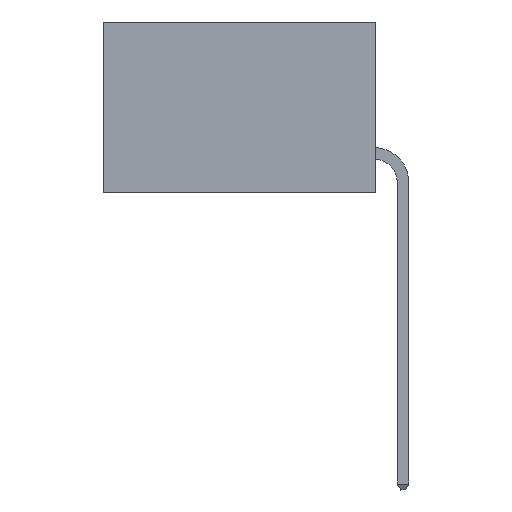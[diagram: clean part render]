
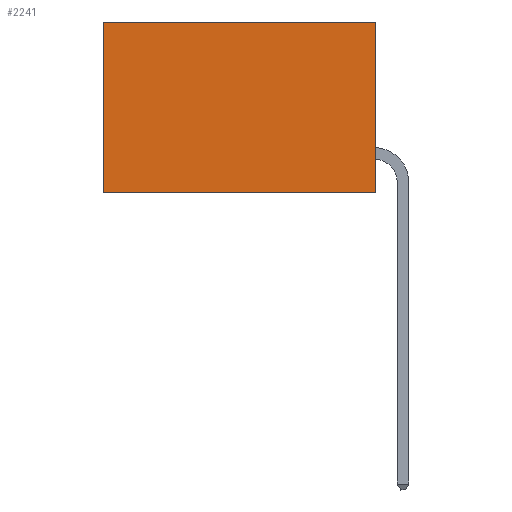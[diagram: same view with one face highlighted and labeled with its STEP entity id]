
A CAD part, left-side view. The second image highlights one B-rep face of the part: STEP entity #2241.
In plain terms, the highlighted planar face has unit normal (-1, 0, 0).
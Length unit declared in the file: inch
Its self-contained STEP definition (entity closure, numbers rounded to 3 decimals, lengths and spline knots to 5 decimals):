
#2241 = ADVANCED_FACE ( 'NONE', ( #24988 ), #18081, .F. ) ;
#3459 = VERTEX_POINT ( 'NONE', #6896 ) ;
#4203 = CARTESIAN_POINT ( 'NONE',  ( 0.277, 0.59, -0.37 ) ) ;
#4581 = ORIENTED_EDGE ( 'NONE', *, *, #11557, .F. ) ;
#5153 = EDGE_CURVE ( 'NONE', #28636, #19398, #12924, .T. ) ;
#5881 = CARTESIAN_POINT ( 'NONE',  ( 0.277, 0., 0. ) ) ;
#5894 = VECTOR ( 'NONE', #21395, 39.37008 ) ;
#6896 = CARTESIAN_POINT ( 'NONE',  ( 0.277, 0., -0.37 ) ) ;
#7030 = DIRECTION ( 'NONE',  ( 0., 0., -1. ) ) ;
#7053 = CARTESIAN_POINT ( 'NONE',  ( 0.277, 0.59, -0.37 ) ) ;
#7205 = ORIENTED_EDGE ( 'NONE', *, *, #13931, .T. ) ;
#7584 = VECTOR ( 'NONE', #7030, 39.37008 ) ;
#9880 = CARTESIAN_POINT ( 'NONE',  ( 0.277, 0.59, 0. ) ) ;
#10405 = LINE ( 'NONE', #15230, #27691 ) ;
#11368 = CARTESIAN_POINT ( 'NONE',  ( 0.277, 0., 0. ) ) ;
#11493 = EDGE_LOOP ( 'NONE', ( #22942, #11911, #4581, #7205 ) ) ;
#11557 = EDGE_CURVE ( 'NONE', #25929, #3459, #10405, .T. ) ;
#11911 = ORIENTED_EDGE ( 'NONE', *, *, #27459, .F. ) ;
#11933 = LINE ( 'NONE', #19126, #5894 ) ;
#12924 = LINE ( 'NONE', #7053, #7584 ) ;
#13931 = EDGE_CURVE ( 'NONE', #25929, #28636, #21202, .T. ) ;
#14709 = CARTESIAN_POINT ( 'NONE',  ( 0.277, 0., -0.37 ) ) ;
#14978 = DIRECTION ( 'NONE',  ( 0., 1., 0. ) ) ;
#15230 = CARTESIAN_POINT ( 'NONE',  ( 0.277, 0., -0.37 ) ) ;
#18081 = PLANE ( 'NONE',  #20275 ) ;
#19126 = CARTESIAN_POINT ( 'NONE',  ( 0.277, 0., -0.37 ) ) ;
#19398 = VERTEX_POINT ( 'NONE', #4203 ) ;
#20275 = AXIS2_PLACEMENT_3D ( 'NONE', #14709, #22414, #25911 ) ;
#20483 = VECTOR ( 'NONE', #14978, 39.37008 ) ;
#21202 = LINE ( 'NONE', #5881, #20483 ) ;
#21395 = DIRECTION ( 'NONE',  ( 0., 1., 0. ) ) ;
#22414 = DIRECTION ( 'NONE',  ( 1., 0., 0. ) ) ;
#22942 = ORIENTED_EDGE ( 'NONE', *, *, #5153, .T. ) ;
#24988 = FACE_OUTER_BOUND ( 'NONE', #11493, .T. ) ;
#25911 = DIRECTION ( 'NONE',  ( 0., 0., -1. ) ) ;
#25929 = VERTEX_POINT ( 'NONE', #11368 ) ;
#27459 = EDGE_CURVE ( 'NONE', #3459, #19398, #11933, .T. ) ;
#27691 = VECTOR ( 'NONE', #28674, 39.37008 ) ;
#28636 = VERTEX_POINT ( 'NONE', #9880 ) ;
#28674 = DIRECTION ( 'NONE',  ( 0., 0., -1. ) ) ;
